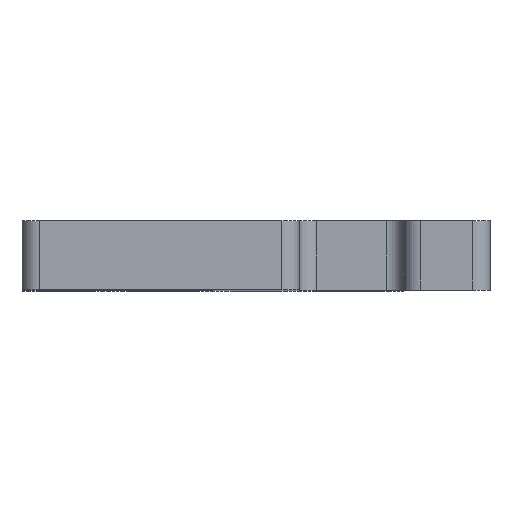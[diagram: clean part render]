
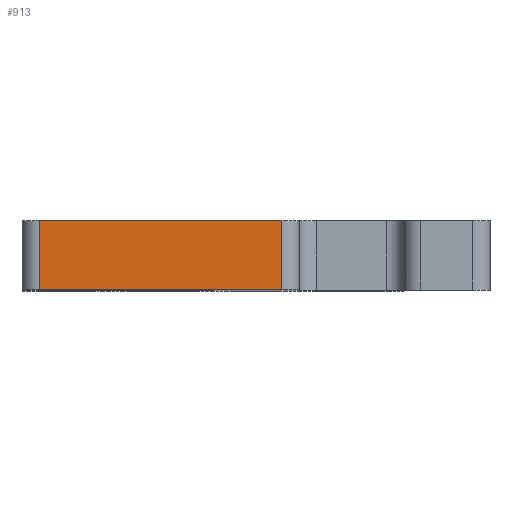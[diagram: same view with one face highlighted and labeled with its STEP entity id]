
A CAD part, top view. The second image highlights one B-rep face of the part: STEP entity #913.
In plain terms, the highlighted planar face has unit normal (0, 0, 1).
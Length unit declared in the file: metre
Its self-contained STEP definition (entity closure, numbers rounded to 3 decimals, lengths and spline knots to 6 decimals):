
#85=ORIENTED_EDGE('',*,*,#367,.T.);
#86=ORIENTED_EDGE('',*,*,#368,.T.);
#87=ORIENTED_EDGE('',*,*,#369,.F.);
#88=ORIENTED_EDGE('',*,*,#370,.T.);
#367=EDGE_CURVE('',#508,#509,#602,.T.);
#368=EDGE_CURVE('',#509,#510,#603,.F.);
#369=EDGE_CURVE('',#511,#510,#604,.T.);
#370=EDGE_CURVE('',#511,#508,#605,.T.);
#508=VERTEX_POINT('',#1368);
#509=VERTEX_POINT('',#1369);
#510=VERTEX_POINT('',#1371);
#511=VERTEX_POINT('',#1373);
#602=LINE('',#1367,#697);
#603=LINE('',#1370,#698);
#604=LINE('',#1372,#699);
#605=LINE('',#1374,#700);
#697=VECTOR('',#1079,1.);
#698=VECTOR('',#1080,1.);
#699=VECTOR('',#1081,1.);
#700=VECTOR('',#1082,1.);
#789=EDGE_LOOP('',(#85,#86,#87,#88));
#838=FACE_BOUND('',#789,.T.);
#887=PLANE('',#975);
#913=ADVANCED_FACE('',(#838),#887,.F.);
#975=AXIS2_PLACEMENT_3D('',#1366,#1077,#1078);
#1077=DIRECTION('',(0.,0.,-1.));
#1078=DIRECTION('',(-1.,0.,0.));
#1079=DIRECTION('',(-1.,0.,0.));
#1080=DIRECTION('',(0.,1.,0.));
#1081=DIRECTION('',(-1.,0.,0.));
#1082=DIRECTION('',(0.,1.,0.));
#1366=CARTESIAN_POINT('',(-0.034139,-0.004,0.052713));
#1367=CARTESIAN_POINT('',(-0.034139,0.,0.052713));
#1368=CARTESIAN_POINT('',(-0.027139,0.,0.052713));
#1369=CARTESIAN_POINT('',(-0.041139,0.,0.052713));
#1370=CARTESIAN_POINT('',(-0.041139,-0.004,0.052713));
#1371=CARTESIAN_POINT('',(-0.041139,-0.004,0.052713));
#1372=CARTESIAN_POINT('',(-0.034139,-0.004,0.052713));
#1373=CARTESIAN_POINT('',(-0.027139,-0.004,0.052713));
#1374=CARTESIAN_POINT('',(-0.027139,0.,0.052713));
